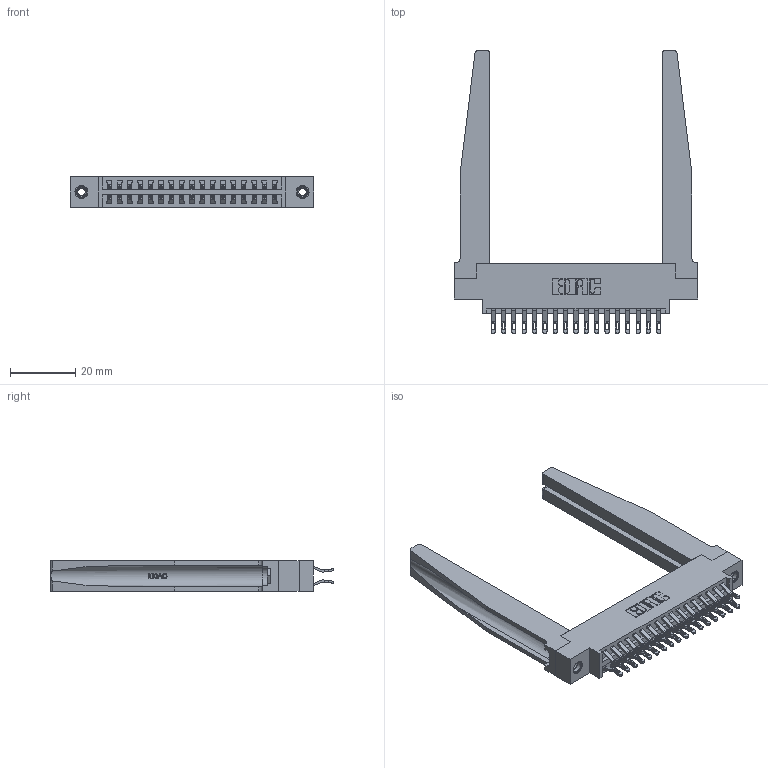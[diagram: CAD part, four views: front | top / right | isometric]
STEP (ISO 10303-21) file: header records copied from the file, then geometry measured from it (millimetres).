
FILE_DESCRIPTION (( 'STEP AP203' ), '1' );
FILE_NAME ('346-034-555-878.STEP', '2022-05-19T20:07:39', ( '' ), ( '' ), 'SwSTEP 2.0', 'SolidWorks 2020', '' );
FILE_SCHEMA (( 'CONFIG_CONTROL_DESIGN' ));
Length unit declared in the file: inch
Products named in the file (5): 346-220-078_345-220-078; 345-250-001_345-250-001-102; 346 Part_0.170 Offset - 0.156 Dia-TH; 346-034-555-878; 345-292-001_555 Tail
Assembly tree (39 placements, depth 2):
  346-034-555-878
    346 Part_0.170 Offset - 0.156 Dia-TH
    345-292-001_555 Tail  x34
    346-220-078_345-220-078  x2
    345-250-001_345-250-001-102  x2
Bounding box: 74.55 x 86.74 x 9.4 mm (x, y, z)
Volume: 13910.1 mm3; surface area: 16333.9 mm2
Topology: 39 solids, 39 shells, 2346 faces, 7207 edges, 4794 vertices
Faces by surface type: plane 1358, cylinder 936, bspline 36, cone 12, torus 4
Entity records: 20082 total; most frequent: CARTESIAN_POINT 4323, ORIENTED_EDGE 3114, DIRECTION 2815, EDGE_CURVE 1557, VECTOR 1243, LINE 1243, VERTEX_POINT 1032, AXIS2_PLACEMENT_3D 786
